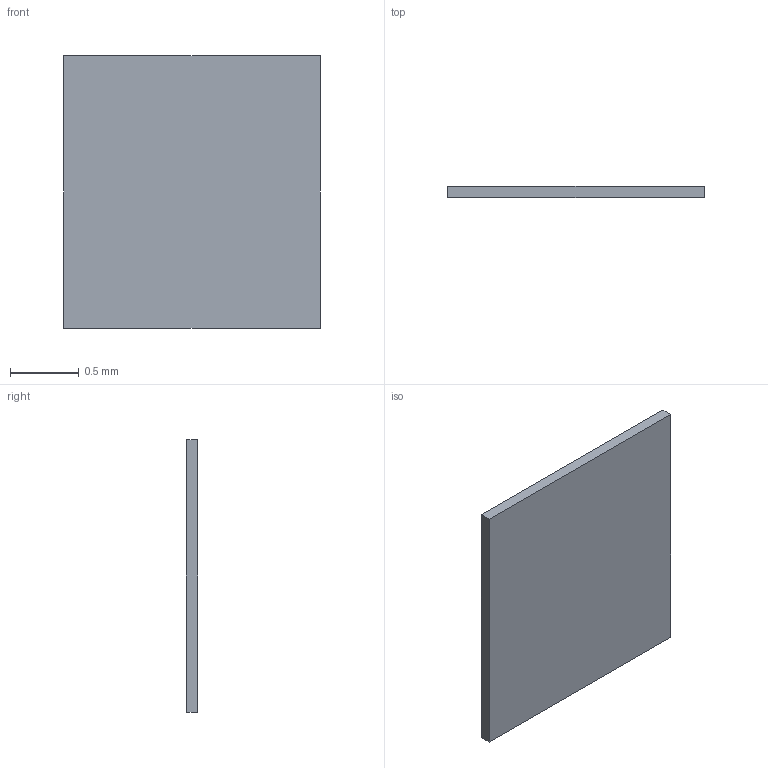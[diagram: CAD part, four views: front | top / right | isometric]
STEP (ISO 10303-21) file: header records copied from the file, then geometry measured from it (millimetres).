
FILE_DESCRIPTION(/* description */ ('Unknown'),/* implementation_level */ '2;1');
FILE_NAME(/* name */ 'X4-DSN1820-10',/* time_stamp */ '2024-11-13T18:27:08+08:00',/* author */ ('Unknown'),/* organization */ ('Unknown'),/* preprocessor_version */ 'ST-DEVELOPER v18.102',/* originating_system */ 'Solid Edge',/* authorisation */ 'Unknown');
FILE_SCHEMA (('AUTOMOTIVE_DESIGN {1 0 10303 214 3 1 1}'));
Length unit declared in the file: millimetre
Products named in the file (1): 錨璃辣2
Bounding box: 1.87 x 0.08 x 1.99 mm (x, y, z)
Volume: 0.3 mm3; surface area: 8.1 mm2
Topology: 1 solids, 1 shells, 50 faces, 116 edges, 78 vertices
Faces by surface type: plane 32, cylinder 18
Full cylindrical faces by diameter (mm): 0.25 x2
Entity records: 1778 total; most frequent: DIRECTION 250, CARTESIAN_POINT 239, ORIENTED_EDGE 224, EDGE_CURVE 112, AXIS2_PLACEMENT_3D 87, LINE 76, VECTOR 76, VERTEX_POINT 76
